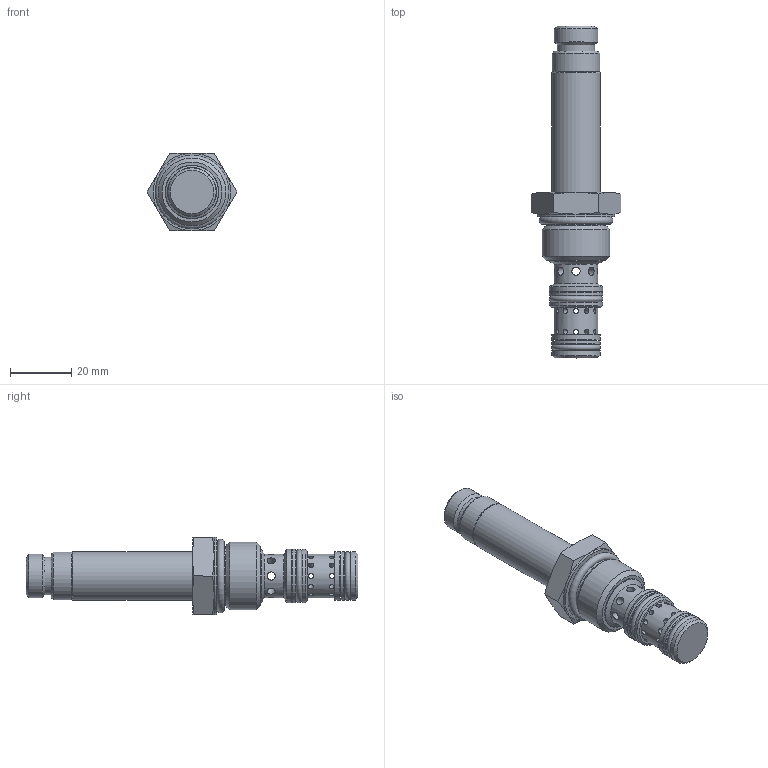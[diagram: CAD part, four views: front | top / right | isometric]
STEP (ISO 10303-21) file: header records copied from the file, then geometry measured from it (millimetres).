
FILE_DESCRIPTION((''),'2;1');
FILE_NAME('dsv2-100-3b-n_10186-30_RC.stp','2012-05-25T14:22:58',('mmartin'),(''),'Autodesk Inventor 2010','Autodesk Inventor 2010','');
FILE_SCHEMA(('AUTOMOTIVE_DESIGN { 1 0 10303 214 1 1 1 1 }'));
Length unit declared in the file: inch
Products named in the file (1): 10186-30_Shrinkwrap
Bounding box: 29.33 x 108.66 x 25.4 mm (x, y, z)
Volume: 25474.3 mm3; surface area: 9311.8 mm2
Topology: 3 solids, 3 shells, 108 faces, 286 edges, 160 vertices
Faces by surface type: cylinder 55, cone 27, plane 17, torus 7, bspline 2
Full cylindrical faces by diameter (mm): 1.613 x24, 2.692 x8, 12.395 x1, 13.056 x2, 13.157 x1, 14.275 x2, 14.288 x1, 14.63 x2, 14.732 x1, 15.723 x1, 15.799 x2, 15.85 x1, 15.875 x1, 17.374 x3, 17.463 x1, 19.622 x2, 22.225 x1, 25.4 x1
Entity records: 3668 total; most frequent: CARTESIAN_POINT 1548, DIRECTION 420, ORIENTED_EDGE 324, EDGE_LOOP 228, AXIS2_PLACEMENT_3D 207, EDGE_CURVE 162, FACE_BOUND 120, VERTEX_POINT 118
